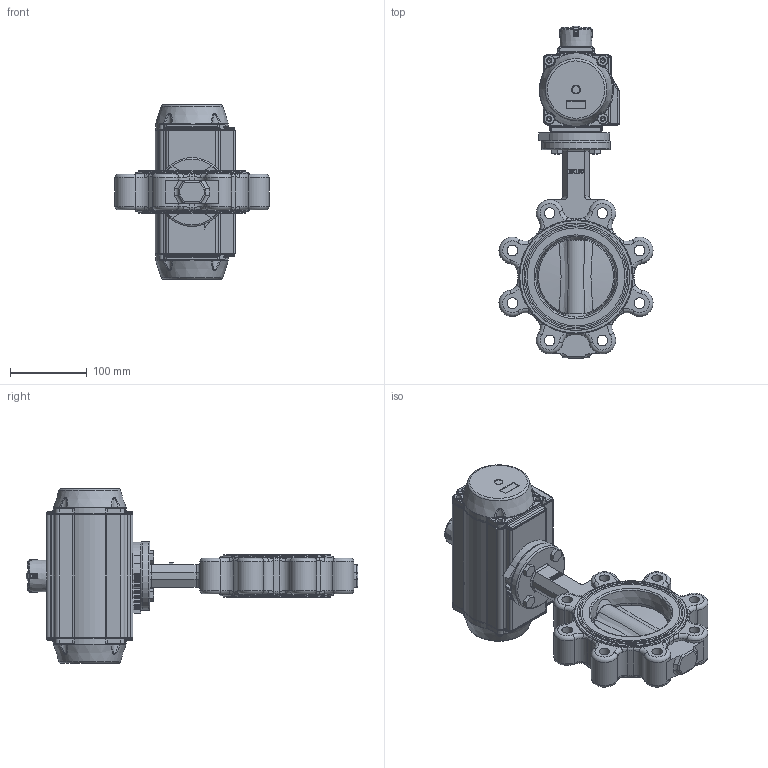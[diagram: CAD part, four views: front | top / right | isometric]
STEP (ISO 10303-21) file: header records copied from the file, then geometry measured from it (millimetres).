
FILE_DESCRIPTION(/* description */ ('Unknown'),/* implementation_level */ '2;1');
FILE_NAME(/* name */ 'PD05 5200_5210_5220-12',/* time_stamp */ '2025-04-03T09:49:27+02:00',/* author */ ('Unknown'),/* organization */ ('Unknown'),/* preprocessor_version */ 'ST-DEVELOPER v19.4',/* originating_system */ 'Solid Edge',/* authorisation */ 'Unknown');
FILE_SCHEMA (('AUTOMOTIVE_DESIGN {1 0 10303 214 3 1 1}'));
Products named in the file (20): PD05 5200_5210_5220-12; Raster DN40- DN150; LUG-DN100; DN100概极; seat; disc; shaft1; shaft2; bushing1; M10x30; PD05_PE04; VTE85____; Optische Anzeige; ______; ________(___________; cup head nib bolts with large head gb_GB_FASTENER_BOLT_CHNBW M6X25-N; huosai85; zhou85; vt85-2016-06-25  _______MIR; vt85-2016-06-25
Assembly tree (27 placements, depth 4):
  PD05 5200_5210_5220-12
    Raster DN40- DN150
    LUG-DN100
      DN100概极
      seat
      disc
      shaft1
      shaft2
      bushing1  x2
    M10x30  x4
    PD05_PE04
      VTE85____
      Optische Anzeige
        ______
        ________(___________  x4
        cup head nib bolts with large head gb_GB_FASTENER_BOLT_CHNBW M6X25-N
      huosai85  x2
      zhou85
      vt85-2016-06-25  _______MIR
      vt85-2016-06-25
Bounding box: 201.28 x 433.81 x 228 mm (x, y, z)
Volume: 2320760.7 mm3; surface area: 597259.5 mm2
Topology: 24 solids, 24 shells, 3495 faces, 8706 edges, 5383 vertices
Faces by surface type: plane 989, cylinder 894, bspline 755, torus 608, cone 236, sphere 13
Full cylindrical faces by diameter (mm): 3 x16, 3.3 x8, 4 x2, 4.134 x8, 4.66 x1, 4.917 x13, 5 x2, 6 x1, 6.2 x1, 6.647 x6, 6.8 x8, 10 x8, 10.7 x1, 11.445 x2, 12 x3, 13 x10, 14 x8, 15.77 x5, 15.93 x1, 16 x2, 16.2 x1, 16.5 x1, 18.7 x1, 20 x7, 20.6 x2, 20.62 x2, 20.7 x2, 23 x12, 25.8 x2, 26 x1
Entity records: 109258 total; most frequent: CARTESIAN_POINT 47834, ORIENTED_EDGE 13178, DIRECTION 11398, EDGE_CURVE 6589, AXIS2_PLACEMENT_3D 4609, VERTEX_POINT 4282, FACE_BOUND 3371, EDGE_LOOP 3357
